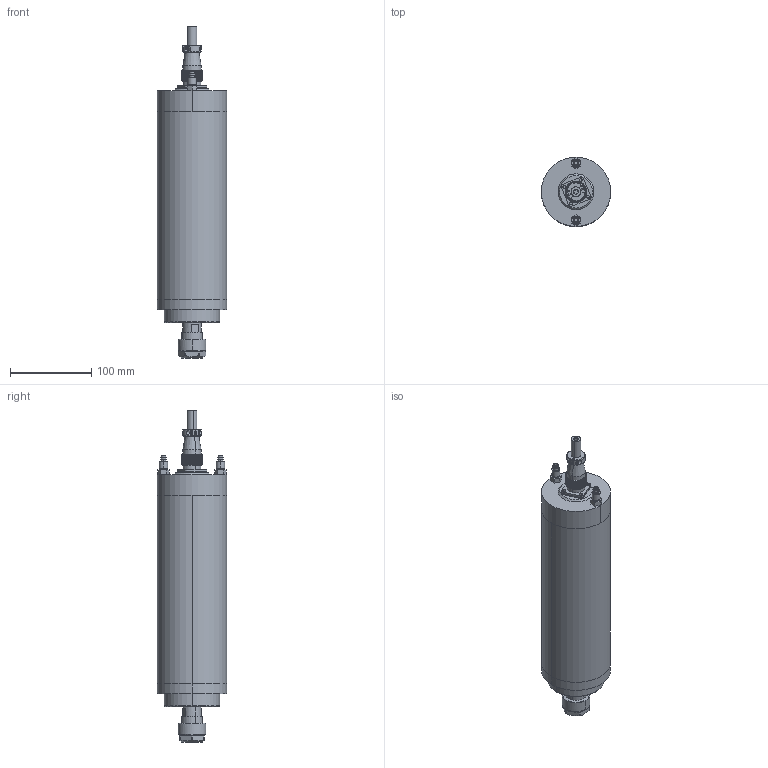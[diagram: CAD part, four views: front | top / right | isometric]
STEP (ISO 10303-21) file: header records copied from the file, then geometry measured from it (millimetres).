
FILE_DESCRIPTION (( 'STEP AP214' ), '1' );
FILE_NAME ('GDK85-24Z-2.2BJ.STEP', '2024-07-29T03:13:19', ( '00' ), ( '' ), 'SwSTEP 2.0', 'SolidWorks 2018', '' );
FILE_SCHEMA (( 'AUTOMOTIVE_DESIGN' ));
Length unit declared in the file: millimetre
Products named in the file (14): GBT823_M3℅10; WS20瑤脣芛; 阨郲30.5ㄗM8ㄘ_1; GDK85-24Z-2.2D粣芛; ER20蹟簽_1; GDK85-24Z-2.2前轴承座_1; WS20瑤脣釱; GDK85-24Z-2.2BJ滅鳥欶; GDK85-24Z-2.2BJ儂褲231; GDK85-24Z-2.2BJ前螺母; GDK85-24Z-2.2BJ; ER20 粟俶芠標_1; WS20瑤脣; GDK85-24Z-2.2堤盄釱_1
Assembly tree (15 placements, depth 3):
  GDK85-24Z-2.2BJ
    GDK85-24Z-2.2BJ儂褲231
    GDK85-24Z-2.2堤盄釱_1
    GDK85-24Z-2.2前轴承座_1
    GDK85-24Z-2.2BJ滅鳥欶
    GDK85-24Z-2.2D粣芛
    GDK85-24Z-2.2BJ前螺母
    ER20 粟俶芠標_1
    ER20蹟簽_1
    阨郲30.5ㄗM8ㄘ_1  x2
    WS20瑤脣
      WS20瑤脣釱
      WS20瑤脣芛
      GBT823_M3℅10  x2
Bounding box: 85 x 85 x 407.8 mm (x, y, z)
Volume: 1582056.2 mm3; surface area: 157208.2 mm2
Topology: 19 solids, 19 shells, 3210 faces, 7938 edges, 5235 vertices
Faces by surface type: plane 1319, cone 1039, cylinder 810, torus 21, sphere 12, bspline 9
Entity records: 101477 total; most frequent: CARTESIAN_POINT 24954, ORIENTED_EDGE 15588, DIRECTION 14612, EDGE_CURVE 7794, AXIS2_PLACEMENT_3D 5923, VERTEX_POINT 5165, EDGE_LOOP 3691, ADVANCED_FACE 3157
